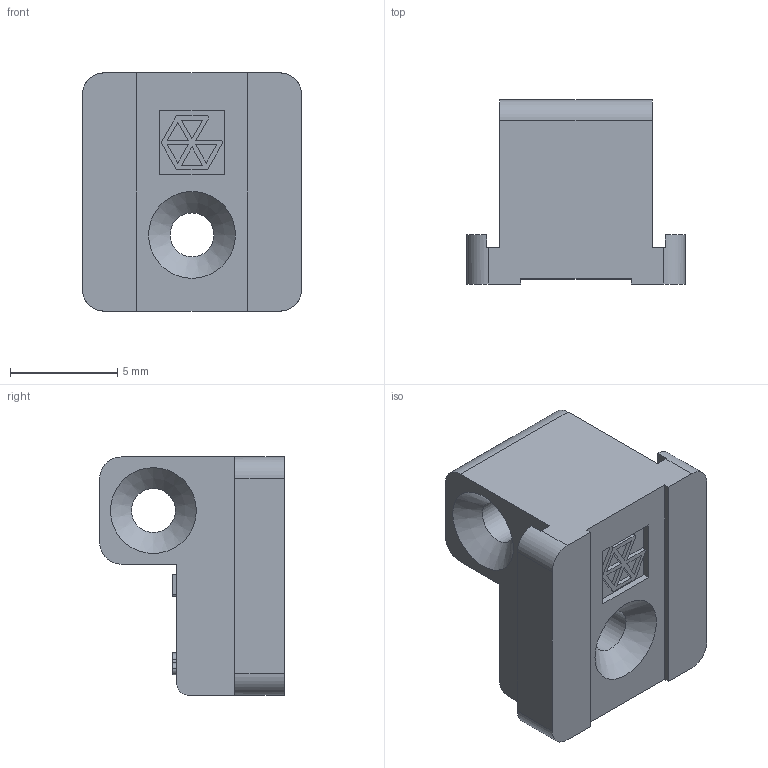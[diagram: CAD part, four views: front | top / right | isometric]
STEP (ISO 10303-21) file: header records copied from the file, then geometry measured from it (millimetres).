
FILE_DESCRIPTION (( 'STEP AP214' ), '1' );
FILE_NAME ('60807-181_RevH-2023-07-17[prt].stp', '2023-07-17T08:43:17', ( '' ), ( '' ), 'SwSTEP 2.0', 'SolidWorks 2020', '' );
FILE_SCHEMA (( 'AUTOMOTIVE_DESIGN' ));
Length unit declared in the file: millimetre
Products named in the file (1): 60807-181_RevH-2023-07-17[prt]
Bounding box: 10.2 x 8.6 x 11.1 mm (x, y, z)
Volume: 520 mm3; surface area: 594.2 mm2
Topology: 1 solids, 1 shells, 170 faces, 454 edges, 303 vertices
Faces by surface type: plane 125, bspline 32, cylinder 9, cone 4
Full cylindrical faces by diameter (mm): 2.05 x2
Entity records: 7249 total; most frequent: CARTESIAN_POINT 3184, ORIENTED_EDGE 886, DIRECTION 683, EDGE_CURVE 443, LINE 353, VECTOR 353, VERTEX_POINT 298, EDGE_LOOP 197
